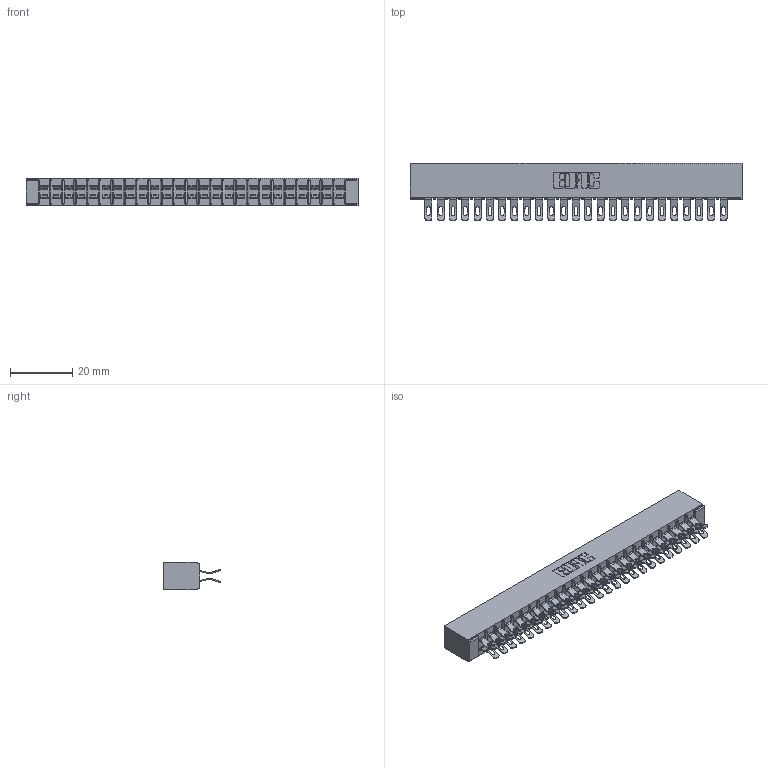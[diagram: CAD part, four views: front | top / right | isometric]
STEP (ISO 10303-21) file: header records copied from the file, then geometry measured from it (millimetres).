
FILE_DESCRIPTION (( 'STEP AP203' ), '1' );
FILE_NAME ('315-050-555-201.STEP', '2019-09-10T18:43:57', ( '' ), ( '' ), 'SwSTEP 2.0', 'SolidWorks 2016', '' );
FILE_SCHEMA (( 'CONFIG_CONTROL_DESIGN' ));
Length unit declared in the file: inch
Products named in the file (3): 315-050-555-201; 305-290-001_555; 305 Part_No Mounting
Assembly tree (51 placements, depth 2):
  315-050-555-201
    305 Part_No Mounting
    305-290-001_555  x50
Bounding box: 106.93 x 18.41 x 8.71 mm (x, y, z)
Volume: 7044.3 mm3; surface area: 14880.2 mm2
Topology: 51 solids, 51 shells, 3408 faces, 10167 edges, 6642 vertices
Faces by surface type: plane 1664, cylinder 1644, sphere 100
Entity records: 29484 total; most frequent: CARTESIAN_POINT 4895, ORIENTED_EDGE 4846, DIRECTION 4741, EDGE_CURVE 2423, VECTOR 1925, LINE 1925, VERTEX_POINT 1546, AXIS2_PLACEMENT_3D 1408
